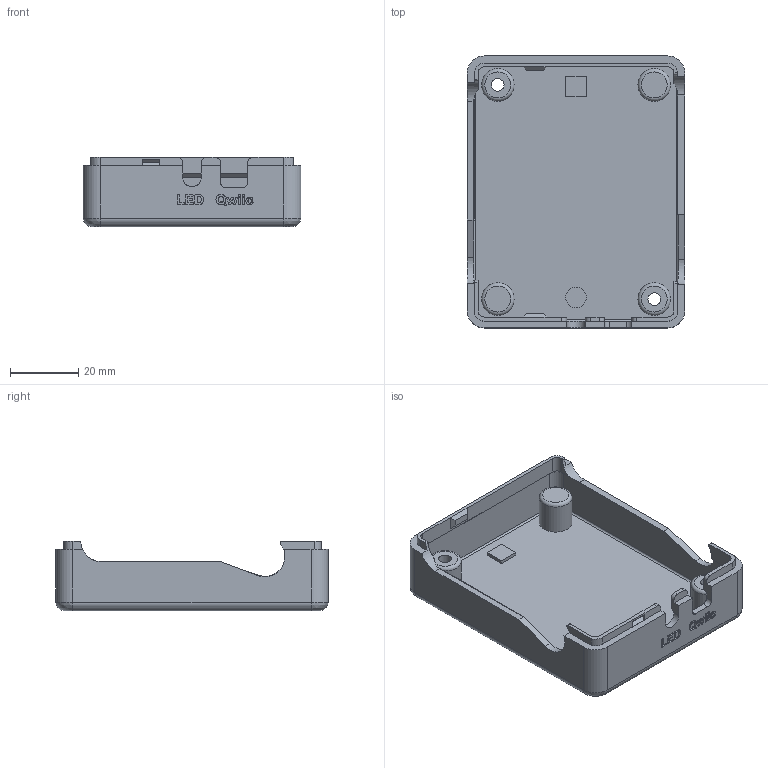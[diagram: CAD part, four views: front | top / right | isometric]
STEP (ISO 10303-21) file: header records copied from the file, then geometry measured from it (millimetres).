
FILE_DESCRIPTION(/* description */ (''),/* implementation_level */ '2;1');
FILE_NAME(/* name */ 'Enabled_Controller_Bottom.step',/* time_stamp */ '2021-09-11T21:25:09-07:00',/* author */ (''),/* organization */ (''),/* preprocessor_version */ 'ST-DEVELOPER v18.1',/* originating_system */ 'Autodesk Translation Framework v10.10.0.1391',/* authorisation */ '');
FILE_SCHEMA (('AUTOMOTIVE_DESIGN { 1 0 10303 214 3 1 1 }'));
Length unit declared in the file: millimetre
Products named in the file (2): Enabled_Controller_Bottom; Plastic Case
Assembly tree (1 placements, depth 2):
  Enabled_Controller_Bottom
    Plastic Case
Bounding box: 64 x 80 x 20.4 mm (x, y, z)
Volume: 20319.8 mm3; surface area: 20620.3 mm2
Topology: 1 solids, 1 shells, 474 faces, 1301 edges, 854 vertices
Faces by surface type: bspline 271, plane 143, cylinder 48, torus 8, cone 4
Full cylindrical faces by diameter (mm): 3.7 x2, 6 x1, 7.2 x2, 9.6 x4
Entity records: 17547 total; most frequent: CARTESIAN_POINT 7203, ORIENTED_EDGE 2602, DIRECTION 1307, EDGE_CURVE 1301, VERTEX_POINT 854, LINE 639, VECTOR 639, B_SPLINE_CURVE_WITH_KNOTS 534
